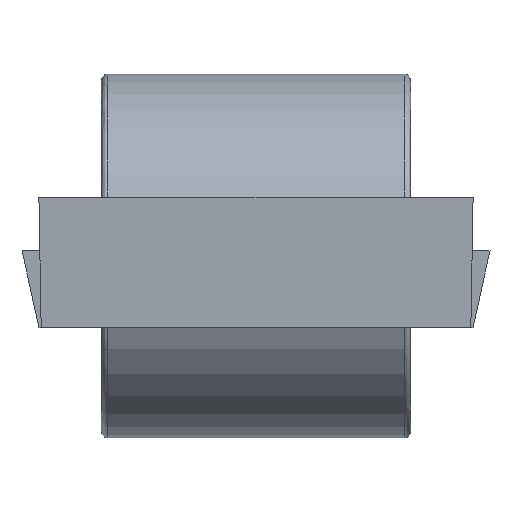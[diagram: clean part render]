
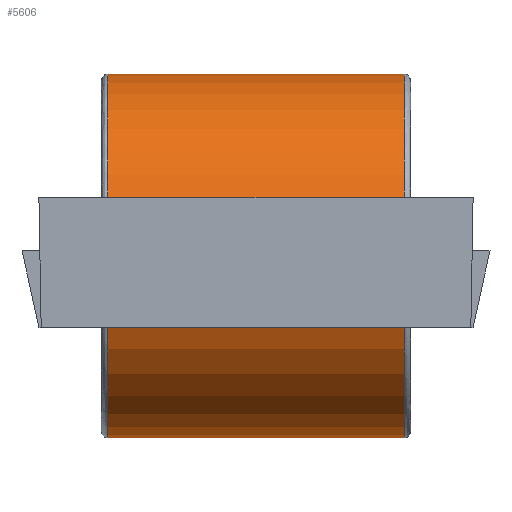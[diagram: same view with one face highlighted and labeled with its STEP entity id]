
A CAD part, front view. The second image highlights one B-rep face of the part: STEP entity #5606.
In plain terms, the highlighted cylindrical face has radius 14 mm (diameter 28 mm), a partial arc.
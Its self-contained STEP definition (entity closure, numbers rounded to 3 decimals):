
#355 = DIRECTION ( 'NONE',  ( 1., 0., 0. ) ) ;
#419 = CIRCLE ( 'NONE', #1246, 14. ) ;
#643 = VERTEX_POINT ( 'NONE', #1457 ) ;
#817 = CIRCLE ( 'NONE', #3030, 14. ) ;
#953 = CIRCLE ( 'NONE', #5271, 14. ) ;
#1044 = DIRECTION ( 'NONE',  ( -1., 0., 0. ) ) ;
#1246 = AXIS2_PLACEMENT_3D ( 'NONE', #3295, #5525, #4950 ) ;
#1316 = CARTESIAN_POINT ( 'NONE',  ( -11.4, 0., 5.5 ) ) ;
#1457 = CARTESIAN_POINT ( 'NONE',  ( -11.4, -13.998, 5.239 ) ) ;
#1511 = FACE_OUTER_BOUND ( 'NONE', #3172, .T. ) ;
#1549 = VERTEX_POINT ( 'NONE', #6779 ) ;
#1678 = VECTOR ( 'NONE', #355, 1000. ) ;
#1682 = CARTESIAN_POINT ( 'NONE',  ( -11.4, 0., 19.5 ) ) ;
#2146 = CARTESIAN_POINT ( 'NONE',  ( 11.4, 0., 19.5 ) ) ;
#2214 = LINE ( 'NONE', #3699, #1678 ) ;
#2472 = ORIENTED_EDGE ( 'NONE', *, *, #6906, .T. ) ;
#3030 = AXIS2_PLACEMENT_3D ( 'NONE', #6657, #1044, #5590 ) ;
#3048 = LINE ( 'NONE', #3596, #7158 ) ;
#3172 = EDGE_LOOP ( 'NONE', ( #6300, #6620, #6715, #3360, #4786, #2472 ) ) ;
#3295 = CARTESIAN_POINT ( 'NONE',  ( -11.4, 0., 5.5 ) ) ;
#3360 = ORIENTED_EDGE ( 'NONE', *, *, #5057, .T. ) ;
#3596 = CARTESIAN_POINT ( 'NONE',  ( 11.9, 0., 19.5 ) ) ;
#3627 = DIRECTION ( 'NONE',  ( 0., 0., -1. ) ) ;
#3699 = CARTESIAN_POINT ( 'NONE',  ( 11.9, 0., -8.5 ) ) ;
#3743 = VERTEX_POINT ( 'NONE', #2146 ) ;
#3873 = VERTEX_POINT ( 'NONE', #1682 ) ;
#3883 = VERTEX_POINT ( 'NONE', #4025 ) ;
#4008 = AXIS2_PLACEMENT_3D ( 'NONE', #6686, #5569, #6150 ) ;
#4025 = CARTESIAN_POINT ( 'NONE',  ( 11.4, 0., -8.5 ) ) ;
#4477 = CIRCLE ( 'NONE', #6648, 14. ) ;
#4786 = ORIENTED_EDGE ( 'NONE', *, *, #5578, .T. ) ;
#4846 = CARTESIAN_POINT ( 'NONE',  ( 11.4, 0., 5.5 ) ) ;
#4950 = DIRECTION ( 'NONE',  ( 0., 0., -1. ) ) ;
#4955 = VERTEX_POINT ( 'NONE', #6928 ) ;
#4964 = EDGE_CURVE ( 'NONE', #643, #1549, #953, .T. ) ;
#5057 = EDGE_CURVE ( 'NONE', #1549, #3883, #2214, .T. ) ;
#5271 = AXIS2_PLACEMENT_3D ( 'NONE', #1316, #6401, #3627 ) ;
#5422 = DIRECTION ( 'NONE',  ( -1., 0., 0. ) ) ;
#5525 = DIRECTION ( 'NONE',  ( 1., 0., 0. ) ) ;
#5569 = DIRECTION ( 'NONE',  ( 1., 0., 0. ) ) ;
#5578 = EDGE_CURVE ( 'NONE', #3883, #4955, #817, .T. ) ;
#5590 = DIRECTION ( 'NONE',  ( 0., 0., -1. ) ) ;
#5606 = ADVANCED_FACE ( 'NONE', ( #1511 ), #6375, .T. ) ;
#5816 = DIRECTION ( 'NONE',  ( 1., 0., 0. ) ) ;
#6150 = DIRECTION ( 'NONE',  ( 0., 0., -1. ) ) ;
#6154 = EDGE_CURVE ( 'NONE', #3873, #3743, #3048, .T. ) ;
#6300 = ORIENTED_EDGE ( 'NONE', *, *, #6154, .F. ) ;
#6375 = CYLINDRICAL_SURFACE ( 'NONE', #4008, 14. ) ;
#6401 = DIRECTION ( 'NONE',  ( 1., 0., 0. ) ) ;
#6534 = DIRECTION ( 'NONE',  ( 0., 0., -1. ) ) ;
#6554 = EDGE_CURVE ( 'NONE', #3873, #643, #419, .T. ) ;
#6620 = ORIENTED_EDGE ( 'NONE', *, *, #6554, .T. ) ;
#6648 = AXIS2_PLACEMENT_3D ( 'NONE', #4846, #5422, #6534 ) ;
#6657 = CARTESIAN_POINT ( 'NONE',  ( 11.4, 0., 5.5 ) ) ;
#6686 = CARTESIAN_POINT ( 'NONE',  ( 11.9, 0., 5.5 ) ) ;
#6715 = ORIENTED_EDGE ( 'NONE', *, *, #4964, .T. ) ;
#6779 = CARTESIAN_POINT ( 'NONE',  ( -11.4, 0., -8.5 ) ) ;
#6906 = EDGE_CURVE ( 'NONE', #4955, #3743, #4477, .T. ) ;
#6928 = CARTESIAN_POINT ( 'NONE',  ( 11.4, -13.998, 5.239 ) ) ;
#7158 = VECTOR ( 'NONE', #5816, 1000. ) ;
